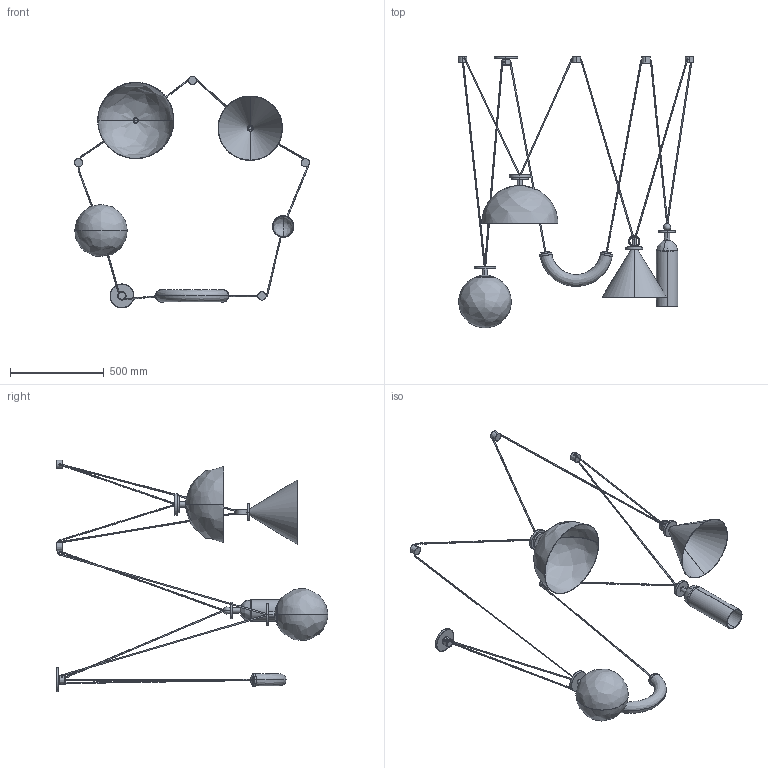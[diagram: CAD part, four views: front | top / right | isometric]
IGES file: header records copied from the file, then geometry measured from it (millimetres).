
Start section: SolidWorks IGES file using analytic representation for surfaces
Global section: file name: Shape Up_ 5 Chandelier.IGS; native system: SolidWorks 2015; preprocessor: SolidWorks 2015; author: RV; date: 181031.102841; units: millimetre
Bounding box: 1252.35 x 1446.25 x 1234.1 mm (x, y, z)
Surface area: 2095404.9 mm2 (no closed solid volume)
Topology: 0 solids, 0 shells, 218 faces, 5914 edges, 5894 vertices
Faces by surface type: bspline 119, revolution 99
